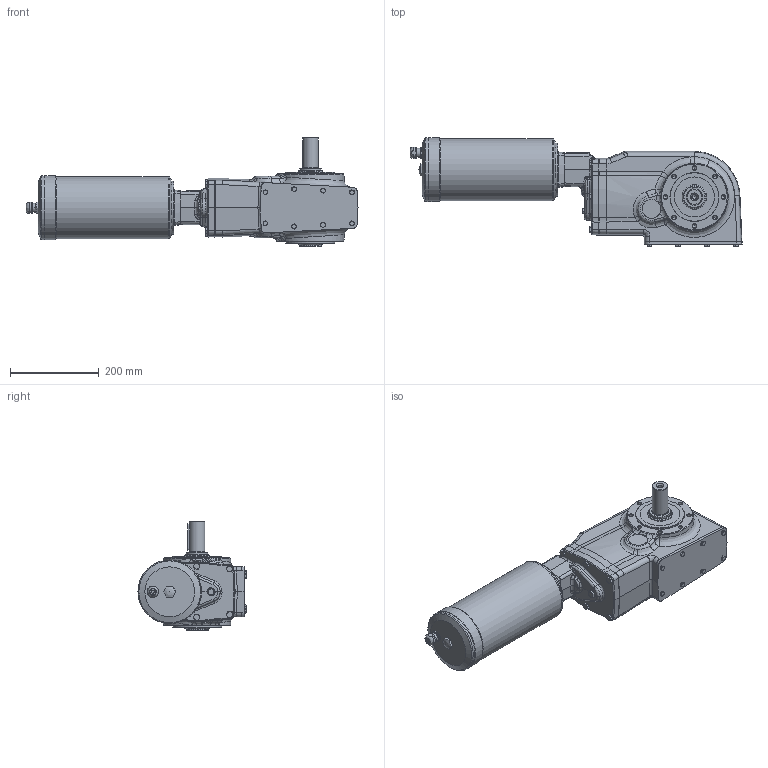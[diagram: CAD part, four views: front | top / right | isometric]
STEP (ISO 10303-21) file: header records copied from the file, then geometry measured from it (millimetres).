
FILE_DESCRIPTION( ( 'Unknown' ), '1' );
FILE_NAME( '6B1F56787E27682ECEA6A8FA18C0401D.3d.stp', 'Unknown', ( 'Unknown' ), ( 'Unknown' ), 'PSStep 10.1', 'Unknown', ' ' );
FILE_SCHEMA( ( 'AUTOMOTIVE_DESIGN { 1 0 10303 214 1 1 1 1 }' ) );
Length unit declared in the file: millimetre
Products named in the file (1): X74N
Bounding box: 746.4 x 243.1 x 245 mm (x, y, z)
Volume: 13204486.3 mm3; surface area: 508135.3 mm2
Topology: 1 solids, 15 shells, 939 faces, 2220 edges, 1370 vertices
Faces by surface type: plane 335, cylinder 237, cone 188, bspline 115, torus 57, extrusion 4, sphere 3
Full cylindrical faces by diameter (mm): 2.6 x1, 4.917 x9, 6 x8, 7 x13, 8 x4, 8.376 x32, 8.9 x8, 9 x4, 10.106 x1, 11.6 x6, 12.5 x1, 13 x4, 13.4 x1, 14 x4, 16.662 x1, 18 x2, 19 x1, 20 x1, 21 x1, 23 x1, 25 x1, 34.6 x1, 35 x2, 40 x1, 42.5 x2, 47 x1, 48 x1, 49.5 x1, 55 x2, 68 x1
Entity records: 51070 total; most frequent: CARTESIAN_POINT 24443, DIRECTION 3828, ORIENTED_EDGE 3680, EDGE_CURVE 1840, AXIS2_PLACEMENT_3D 1609, EDGE_LOOP 1289, VERTEX_POINT 1265, FACE_OUTER_BOUND 1116
